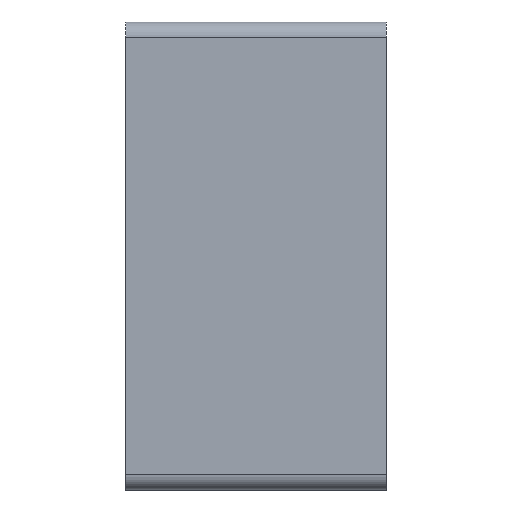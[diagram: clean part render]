
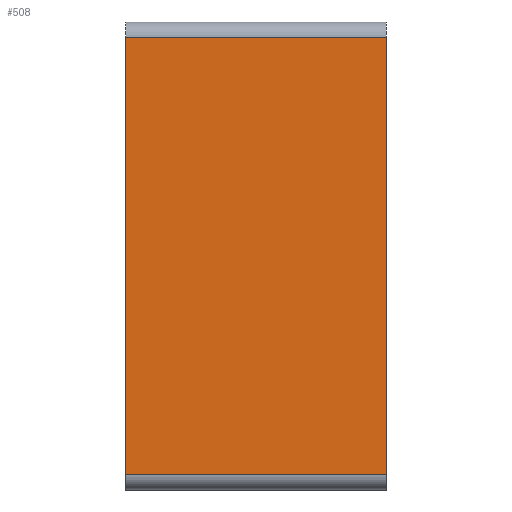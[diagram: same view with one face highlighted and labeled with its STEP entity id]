
A CAD part, left-side view. The second image highlights one B-rep face of the part: STEP entity #508.
In plain terms, the highlighted planar face has unit normal (-1, 0, 0).
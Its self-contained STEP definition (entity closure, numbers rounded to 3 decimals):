
#348=CARTESIAN_POINT('',(-135.5,-3.0,83.75));
#349=VERTEX_POINT('',#348);
#357=CARTESIAN_POINT('',(-135.5,-3.0,-83.75));
#358=VERTEX_POINT('',#357);
#359=CARTESIAN_POINT('',(-135.5,-3.0,83.75));
#360=DIRECTION('',(0.0,0.0,-1.0));
#361=VECTOR('',#360,167.5);
#362=LINE('',#359,#361);
#363=EDGE_CURVE('',#349,#358,#362,.T.);
#466=CARTESIAN_POINT('',(-135.5,97.0,83.75));
#467=VERTEX_POINT('',#466);
#475=CARTESIAN_POINT('',(-135.5,-3.0,83.75));
#476=DIRECTION('',(0.0,1.0,0.0));
#477=VECTOR('',#476,100.0);
#478=LINE('',#475,#477);
#479=EDGE_CURVE('',#349,#467,#478,.T.);
#485=CARTESIAN_POINT('',(-135.5,0.0,-83.75));
#486=DIRECTION('',(-1.0,0.0,0.0));
#487=DIRECTION('',(0.0,0.0,1.0));
#488=AXIS2_PLACEMENT_3D('',#485,#486,#487);
#489=PLANE('',#488);
#490=ORIENTED_EDGE('',*,*,#479,.T.);
#491=CARTESIAN_POINT('',(-135.5,97.0,-83.75));
#492=VERTEX_POINT('',#491);
#493=CARTESIAN_POINT('',(-135.5,97.0,-83.75));
#494=DIRECTION('',(0.0,0.0,1.0));
#495=VECTOR('',#494,167.5);
#496=LINE('',#493,#495);
#497=EDGE_CURVE('',#492,#467,#496,.T.);
#498=ORIENTED_EDGE('',*,*,#497,.F.);
#499=CARTESIAN_POINT('',(-135.5,-3.0,-83.75));
#500=DIRECTION('',(0.0,1.0,0.0));
#501=VECTOR('',#500,100.0);
#502=LINE('',#499,#501);
#503=EDGE_CURVE('',#358,#492,#502,.T.);
#504=ORIENTED_EDGE('',*,*,#503,.F.);
#505=ORIENTED_EDGE('',*,*,#363,.F.);
#506=EDGE_LOOP('',(#490,#498,#504,#505));
#507=FACE_OUTER_BOUND('',#506,.T.);
#508=ADVANCED_FACE('',(#507),#489,.T.);
